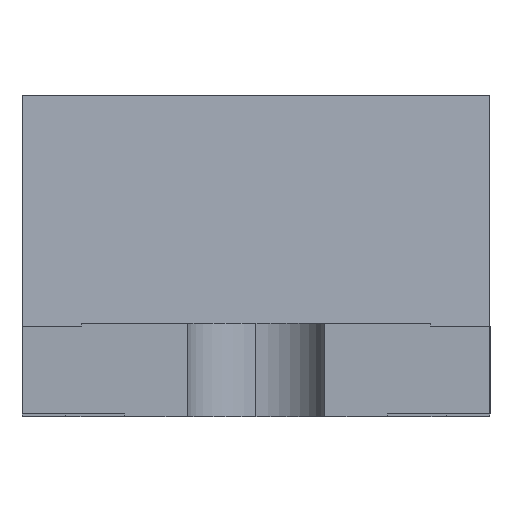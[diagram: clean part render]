
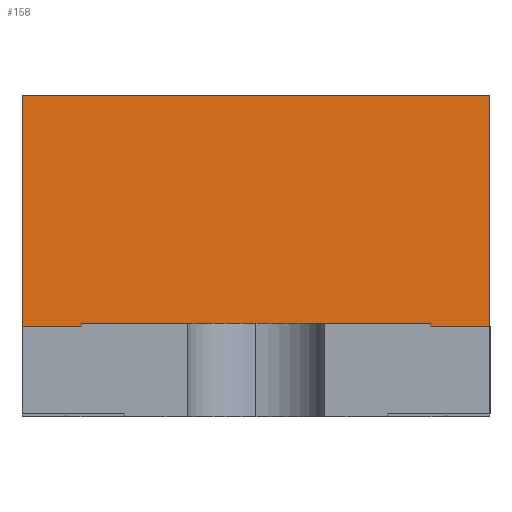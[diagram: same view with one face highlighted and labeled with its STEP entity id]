
A CAD part, left-side view. The second image highlights one B-rep face of the part: STEP entity #158.
In plain terms, the highlighted planar face has unit normal (-0.999, 0, 0.052).
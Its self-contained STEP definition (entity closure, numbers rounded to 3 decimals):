
#32=CARTESIAN_POINT('',(-0.659,0.78,-0.358));
#33=VERTEX_POINT('',#32);
#34=CARTESIAN_POINT('',(-0.659,-0.82,-0.358));
#35=VERTEX_POINT('',#34);
#36=CARTESIAN_POINT('',(-0.659,0.78,-0.358));
#37=DIRECTION('',(0.,-1.,-0.));
#38=VECTOR('',#37,1.6);
#39=LINE('',#36,#38);
#40=EDGE_CURVE('',#33,#35,#39,.T.);
#104=CARTESIAN_POINT('',(-0.7,-0.82,-1.148));
#105=VERTEX_POINT('',#104);
#112=CARTESIAN_POINT('',(-0.7,0.78,-1.148));
#113=VERTEX_POINT('',#112);
#114=CARTESIAN_POINT('',(-0.7,0.78,-1.148));
#115=DIRECTION('',(0.,-1.,-0.));
#116=VECTOR('',#115,1.6);
#117=LINE('',#114,#116);
#118=EDGE_CURVE('',#113,#105,#117,.T.);
#137=CARTESIAN_POINT('',(-0.659,0.78,-0.358));
#138=DIRECTION('',(-0.999,0.,0.052));
#139=DIRECTION('',(-0.052,0.,-0.999));
#140=AXIS2_PLACEMENT_3D('',#137,#138,#139);
#141=PLANE('',#140);
#142=ORIENTED_EDGE('',*,*,#118,.T.);
#143=CARTESIAN_POINT('',(-0.659,-0.82,-0.358));
#144=DIRECTION('',(-0.052,0.,-0.999));
#145=VECTOR('',#144,0.791);
#146=LINE('',#143,#145);
#147=EDGE_CURVE('',#35,#105,#146,.T.);
#148=ORIENTED_EDGE('',*,*,#147,.F.);
#149=ORIENTED_EDGE('',*,*,#40,.F.);
#150=CARTESIAN_POINT('',(-0.659,0.78,-0.358));
#151=DIRECTION('',(-0.052,0.,-0.999));
#152=VECTOR('',#151,0.791);
#153=LINE('',#150,#152);
#154=EDGE_CURVE('',#33,#113,#153,.T.);
#155=ORIENTED_EDGE('',*,*,#154,.T.);
#156=EDGE_LOOP('',(#142,#148,#149,#155));
#157=FACE_BOUND('',#156,.T.);
#158=ADVANCED_FACE('',(#157),#141,.T.);
